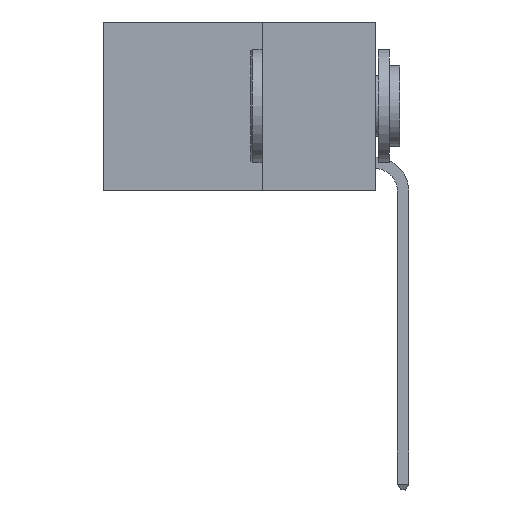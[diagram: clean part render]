
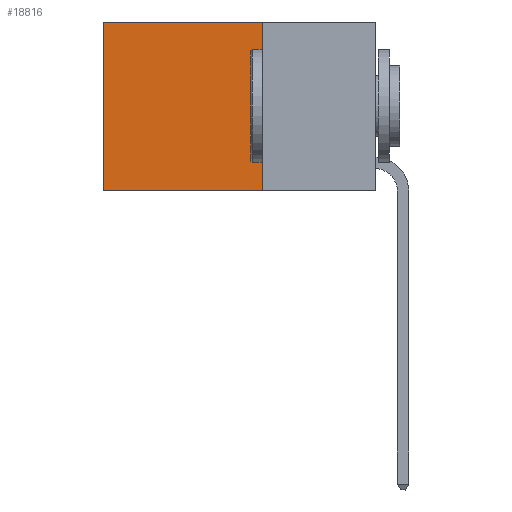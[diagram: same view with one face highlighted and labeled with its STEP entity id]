
A CAD part, left-side view. The second image highlights one B-rep face of the part: STEP entity #18816.
In plain terms, the highlighted planar face has unit normal (-1, 0, 0).
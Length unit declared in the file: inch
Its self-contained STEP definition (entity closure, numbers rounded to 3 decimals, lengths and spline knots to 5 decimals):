
#32 = CARTESIAN_POINT ( 'NONE',  ( 0.2625, 0.25, 0. ) ) ;
#1947 = DIRECTION ( 'NONE',  ( 0., 1., 0. ) ) ;
#2562 = LINE ( 'NONE', #9545, #14213 ) ;
#3045 = AXIS2_PLACEMENT_3D ( 'NONE', #15620, #6648, #17053 ) ;
#3624 = LINE ( 'NONE', #11798, #19058 ) ;
#3751 = ORIENTED_EDGE ( 'NONE', *, *, #9314, .F. ) ;
#4042 = EDGE_LOOP ( 'NONE', ( #8974, #10812, #3751, #13710 ) ) ;
#4270 = VERTEX_POINT ( 'NONE', #17722 ) ;
#4939 = EDGE_CURVE ( 'NONE', #4270, #16668, #3624, .T. ) ;
#6648 = DIRECTION ( 'NONE',  ( 1., 0., 0. ) ) ;
#8595 = LINE ( 'NONE', #12628, #15745 ) ;
#8780 = FACE_OUTER_BOUND ( 'NONE', #4042, .T. ) ;
#8974 = ORIENTED_EDGE ( 'NONE', *, *, #4939, .T. ) ;
#9314 = EDGE_CURVE ( 'NONE', #16638, #19339, #15222, .T. ) ;
#9545 = CARTESIAN_POINT ( 'NONE',  ( 0.2625, 0.25, 0. ) ) ;
#10812 = ORIENTED_EDGE ( 'NONE', *, *, #13658, .F. ) ;
#10839 = DIRECTION ( 'NONE',  ( 0., 0., -1. ) ) ;
#11138 = EDGE_CURVE ( 'NONE', #16638, #4270, #2562, .T. ) ;
#11798 = CARTESIAN_POINT ( 'NONE',  ( 0.2625, 0.6, 0. ) ) ;
#12628 = CARTESIAN_POINT ( 'NONE',  ( 0.2625, 0.25, -0.37 ) ) ;
#12629 = DIRECTION ( 'NONE',  ( 0., 1., 0. ) ) ;
#12633 = PLANE ( 'NONE',  #3045 ) ;
#13658 = EDGE_CURVE ( 'NONE', #19339, #16668, #8595, .T. ) ;
#13704 = CARTESIAN_POINT ( 'NONE',  ( 0.2625, 0.25, 0. ) ) ;
#13710 = ORIENTED_EDGE ( 'NONE', *, *, #11138, .T. ) ;
#13773 = CARTESIAN_POINT ( 'NONE',  ( 0.2625, 0.6, -0.37 ) ) ;
#14213 = VECTOR ( 'NONE', #12629, 39.37008 ) ;
#14791 = DIRECTION ( 'NONE',  ( 0., 0., -1. ) ) ;
#15222 = LINE ( 'NONE', #32, #19069 ) ;
#15392 = CARTESIAN_POINT ( 'NONE',  ( 0.2625, 0.25, -0.37 ) ) ;
#15620 = CARTESIAN_POINT ( 'NONE',  ( 0.2625, 0.25, 0. ) ) ;
#15745 = VECTOR ( 'NONE', #1947, 39.37008 ) ;
#16638 = VERTEX_POINT ( 'NONE', #13704 ) ;
#16668 = VERTEX_POINT ( 'NONE', #13773 ) ;
#17053 = DIRECTION ( 'NONE',  ( 0., 0., -1. ) ) ;
#17722 = CARTESIAN_POINT ( 'NONE',  ( 0.2625, 0.6, 0. ) ) ;
#18816 = ADVANCED_FACE ( 'NONE', ( #8780 ), #12633, .F. ) ;
#19058 = VECTOR ( 'NONE', #14791, 39.37008 ) ;
#19069 = VECTOR ( 'NONE', #10839, 39.37008 ) ;
#19339 = VERTEX_POINT ( 'NONE', #15392 ) ;
